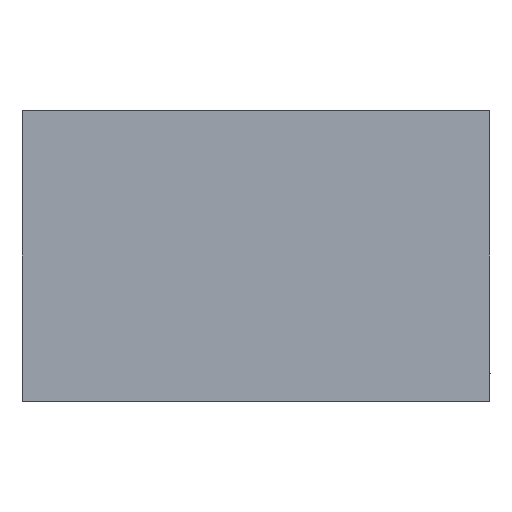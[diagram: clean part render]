
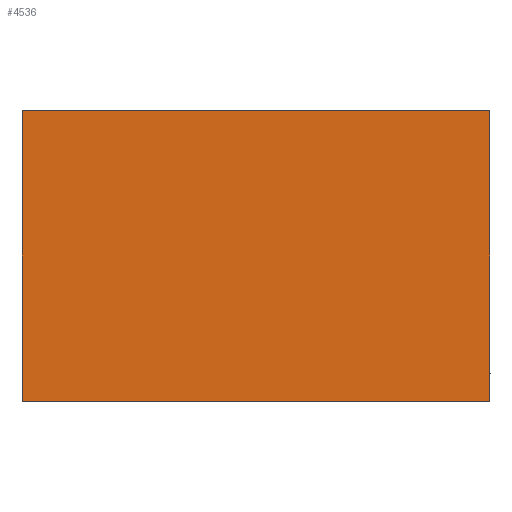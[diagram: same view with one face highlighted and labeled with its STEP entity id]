
A CAD part, front view. The second image highlights one B-rep face of the part: STEP entity #4536.
In plain terms, the highlighted planar face has unit normal (0, -1, 0).
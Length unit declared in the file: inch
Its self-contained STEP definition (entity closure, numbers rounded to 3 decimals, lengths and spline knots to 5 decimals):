
#1484=DIRECTION('',(0.,0.,1.));
#1485=VECTOR('',#1484,0.88);
#1486=CARTESIAN_POINT('',(-0.03701,-0.08,-0.44));
#1487=LINE('',#1486,#1485);
#1488=DIRECTION('',(1.,0.,0.));
#1489=VECTOR('',#1488,1.42001);
#1490=CARTESIAN_POINT('',(-0.03701,-0.08,0.44));
#1491=LINE('',#1490,#1489);
#1492=DIRECTION('',(0.,0.,-1.));
#1493=VECTOR('',#1492,0.88);
#1494=CARTESIAN_POINT('',(1.383,-0.08,0.44));
#1495=LINE('',#1494,#1493);
#1496=DIRECTION('',(-1.,0.,0.));
#1497=VECTOR('',#1496,1.42001);
#1498=CARTESIAN_POINT('',(1.383,-0.08,-0.44));
#1499=LINE('',#1498,#1497);
#1944=CARTESIAN_POINT('',(-0.03701,-0.08,-0.44));
#1945=CARTESIAN_POINT('',(-0.03701,-0.08,0.44));
#1946=VERTEX_POINT('',#1944);
#1947=VERTEX_POINT('',#1945);
#1948=CARTESIAN_POINT('',(1.383,-0.08,0.44));
#1949=VERTEX_POINT('',#1948);
#1950=CARTESIAN_POINT('',(1.383,-0.08,-0.44));
#1951=VERTEX_POINT('',#1950);
#4525=CARTESIAN_POINT('',(0.,-0.08,0.));
#4526=DIRECTION('',(0.,1.,0.));
#4527=DIRECTION('',(1.,0.,0.));
#4528=AXIS2_PLACEMENT_3D('',#4525,#4526,#4527);
#4529=PLANE('',#4528);
#4530=ORIENTED_EDGE('',*,*,#4481,.T.);
#4531=ORIENTED_EDGE('',*,*,#4520,.T.);
#4532=ORIENTED_EDGE('',*,*,#4177,.T.);
#4533=ORIENTED_EDGE('',*,*,#4467,.T.);
#4534=EDGE_LOOP('',(#4530,#4531,#4532,#4533));
#4535=FACE_OUTER_BOUND('',#4534,.F.);
#4536=ADVANCED_FACE('',(#4535),#4529,.F.);
#4177=EDGE_CURVE('',#1949,#1951,#1495,.T.);
#4467=EDGE_CURVE('',#1951,#1946,#1499,.T.);
#4481=EDGE_CURVE('',#1946,#1947,#1487,.T.);
#4520=EDGE_CURVE('',#1947,#1949,#1491,.T.);
